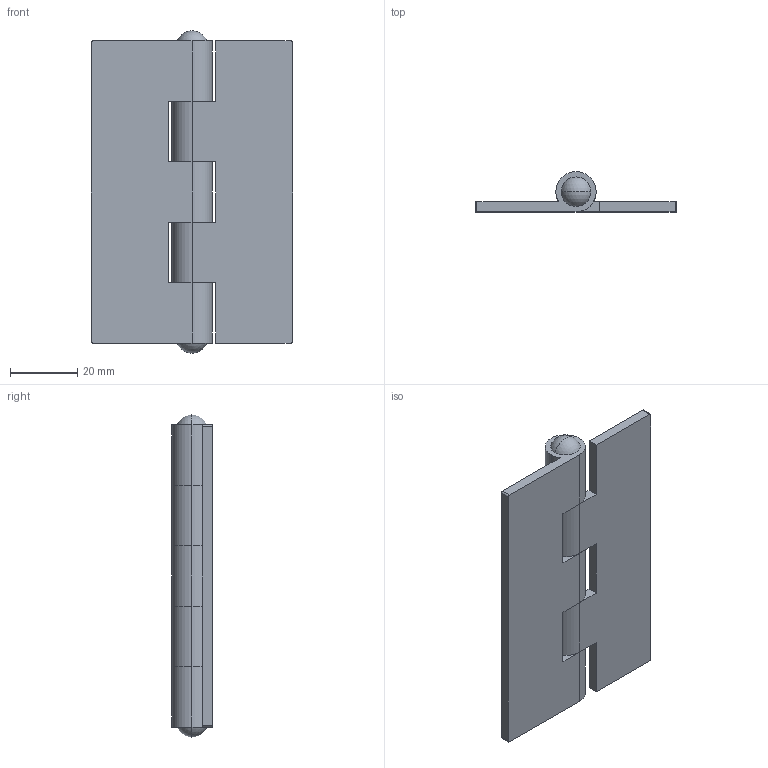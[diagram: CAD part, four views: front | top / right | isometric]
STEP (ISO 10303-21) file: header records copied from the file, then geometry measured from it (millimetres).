
FILE_DESCRIPTION (( 'STEP AP203' ), '1' );
FILE_NAME ('B-41-2.STEP', '2008-11-27T05:51:15', ( ' ' ), ( ' ' ), 'SwSTEP 2.0', 'SolidWorks 2007', '' );
FILE_SCHEMA (( 'CONFIG_CONTROL_DESIGN' ));
Length unit declared in the file: millimetre
Products named in the file (4): B-41-2僸儞僕B__棉太倌; B-41-2僸儞僕A__棉太倌; B-41-2僔儍僼僩__棉太倌; B-41-2
Assembly tree (3 placements, depth 2):
  B-41-2
    B-41-2僸儞僕B__棉太倌
    B-41-2僔儍僼僩__棉太倌
    B-41-2僸儞僕A__棉太倌
Bounding box: 60 x 12 x 96 mm (x, y, z)
Volume: 23703.9 mm3; surface area: 17566.7 mm2
Topology: 3 solids, 3 shells, 60 faces, 158 edges, 106 vertices
Faces by surface type: cylinder 31, plane 25, sphere 4
Entity records: 2322 total; most frequent: DIRECTION 360, CARTESIAN_POINT 330, ORIENTED_EDGE 316, EDGE_CURVE 158, AXIS2_PLACEMENT_3D 136, VERTEX_POINT 106, VECTOR 88, LINE 88
